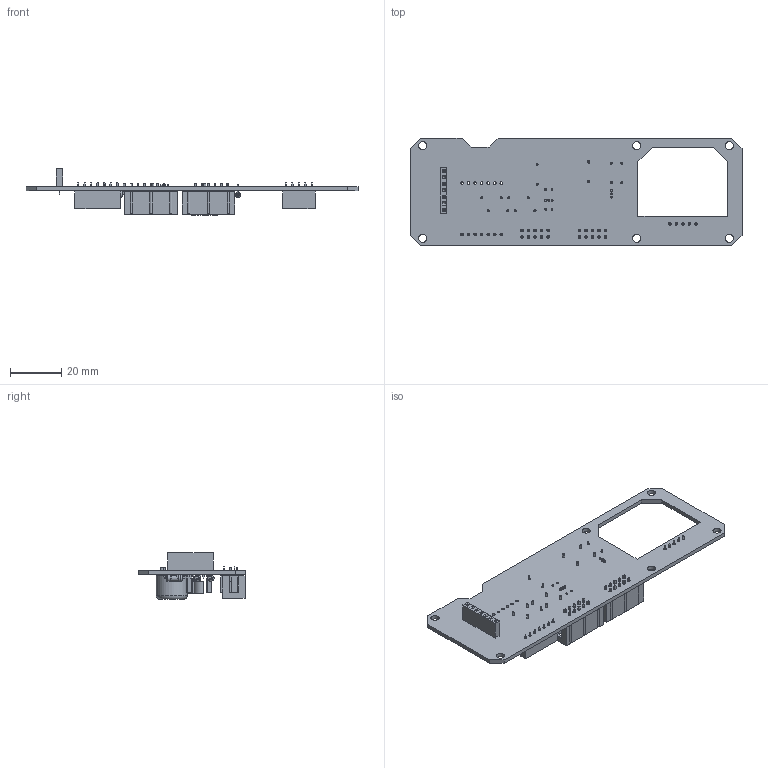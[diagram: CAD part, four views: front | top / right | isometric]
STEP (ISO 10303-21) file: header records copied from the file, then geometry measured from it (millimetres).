
FILE_DESCRIPTION(('KiCad electronic assembly'),'2;1');
FILE_NAME('Marlin_UIBOX.step','2020-03-25T12:33:43',('An Author'),( 'A Company'),'Open CASCADE STEP processor 6.9', 'KiCad to STEP converter','Unknown');
FILE_SCHEMA(('AUTOMOTIVE_DESIGN { 1 0 10303 214 1 1 1 1 }'));
Length unit declared in the file: millimetre
Products named in the file (18): Open CASCADE STEP translator 6.9 1; PinSocket_1x07_P2.54mm_Vertical; SOLID; IDC-Header_2x05_P2.54mm_Vertical; D_DO-35_SOD27_P7.62mm_Horizontal; COMPOUND; PinSocket_1x05_P2.54mm_Vertical; Buzzer_12x9.5RM7.6; TO-92_Inline; R_Axial_DIN0207_L6.3mm_D2.5mm_P7.62mm_Horizontal; C_Rect_L4.6mm_W2.0mm_P2.50mm_MKS02_FKP02
Assembly tree (26 placements, depth 3):
  Open CASCADE STEP translator 6.9 1
    PinSocket_1x07_P2.54mm_Vertical  x2
      SOLID
    IDC-Header_2x05_P2.54mm_Vertical  x2
      SOLID
    D_DO-35_SOD27_P7.62mm_Horizontal
      COMPOUND
    PinSocket_1x05_P2.54mm_Vertical
      SOLID
    Buzzer_12x9.5RM7.6
      SOLID
    TO-92_Inline  x2
      SOLID
    R_Axial_DIN0207_L6.3mm_D2.5mm_P7.62mm_Horizontal  x6
      SOLID
    C_Rect_L4.6mm_W2.0mm_P2.50mm_MKS02_FKP02  x2
      SOLID
    COMPOUND
Bounding box: 129.2 x 42 x 18.23 mm (x, y, z)
Volume: 10882.2 mm3; surface area: 15514.9 mm2
Topology: 19 solids, 19 shells, 1362 faces, 3278 edges, 2086 vertices
Faces by surface type: plane 1164, cylinder 158, torus 32, sphere 8
Full cylindrical faces by diameter (mm): 0.4 x4, 0.5 x3, 0.6 x12, 0.7 x4, 0.75 x6, 0.8 x14, 0.9 x2, 1 x40, 1.016 x20, 2 x3, 2.02 x1, 2.25 x6, 2.5 x12, 3.2 x6, 12 x1
Entity records: 56250 total; most frequent: CARTESIAN_POINT 10513, DIRECTION 7602, LINE 5417, VECTOR 5417, ORIENTED_EDGE 3934, PCURVE 3934, DEFINITIONAL_REPRESENTATION 3934, EDGE_CURVE 1967
